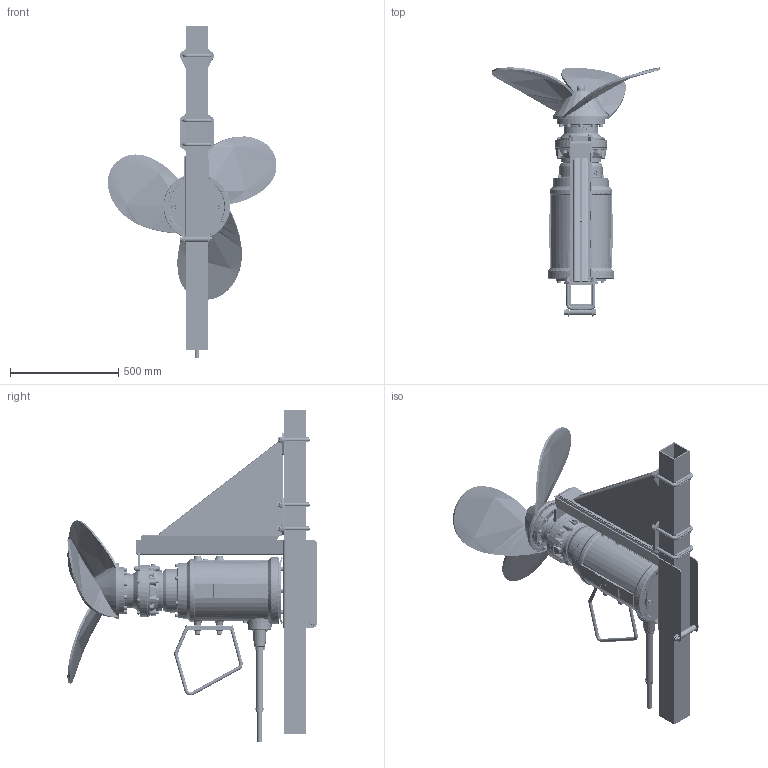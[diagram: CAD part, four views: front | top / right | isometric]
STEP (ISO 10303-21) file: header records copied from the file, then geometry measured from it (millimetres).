
FILE_DESCRIPTION(/* description */ ('POP-I ms.160'),/* implementation_level */ '2;1');
FILE_NAME(/* name */ 'POP-I-18,5kW-300rpm.stp',/* time_stamp */ '2016-07-12T11:28:55+02:00',/* author */ ('mgu'),/* organization */ (''),/* preprocessor_version */ 'ST-DEVELOPER v15.2',/* originating_system */ 'Autodesk Inventor 2014',/* authorisation */ '');
FILE_SCHEMA (('AUTOMOTIVE_DESIGN { 1 0 10303 214 3 1 1 }'));
Products named in the file (1): POP-I-18,5kW-300rpm
Bounding box: 779.18 x 1151.55 x 1535 mm (x, y, z)
Volume: 46586132.9 mm3; surface area: 5892251.4 mm2
Topology: 23 solids, 26 shells, 5786 faces, 15905 edges, 10219 vertices
Faces by surface type: plane 3408, cylinder 1149, bspline 585, cone 325, torus 295, sphere 24
Full cylindrical faces by diameter (mm): 3.75 x1, 4 x1, 4.134 x7, 4.917 x1, 5.5 x1, 6 x6, 6.6 x1, 8 x23, 10 x20, 10.1 x2, 10.106 x2, 11.053 x2, 12 x2, 13 x4, 16 x41, 17 x8, 18 x24, 18.6 x1, 19 x1, 20 x12, 20.7 x1, 21 x4, 21.6 x6, 21.8 x4, 22.3 x1, 22.5 x7, 22.7 x1, 23.6 x4, 24 x10, 25 x2
Entity records: 203825 total; most frequent: CARTESIAN_POINT 59139, ORIENTED_EDGE 29964, DIRECTION 26442, EDGE_CURVE 14932, VERTEX_POINT 9964, LINE 9478, VECTOR 9478, AXIS2_PLACEMENT_3D 8482
